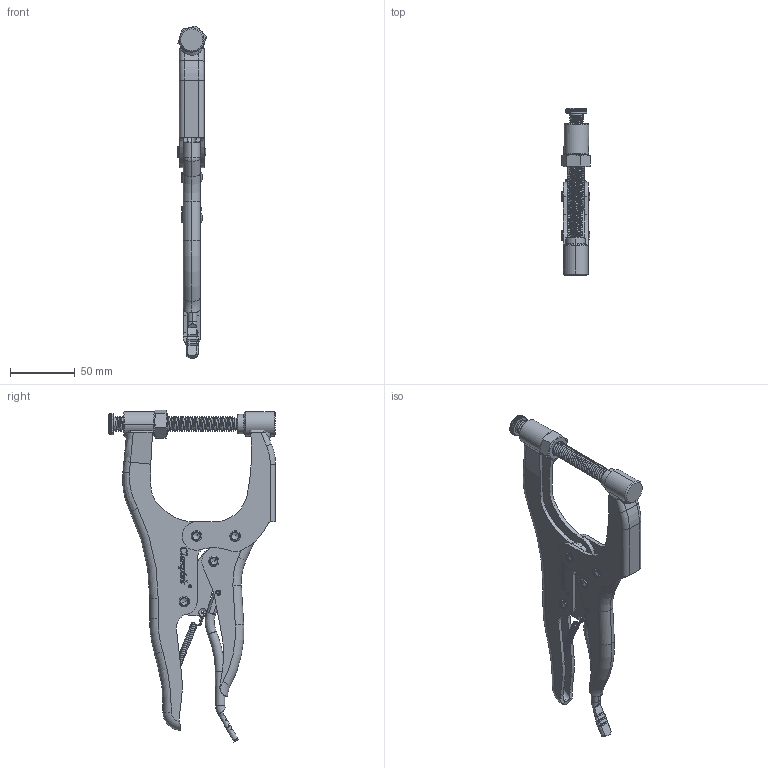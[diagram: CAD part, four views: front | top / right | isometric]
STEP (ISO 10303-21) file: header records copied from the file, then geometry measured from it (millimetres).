
FILE_DESCRIPTION (( 'STEP AP203' ), '1' );
FILE_NAME ('CH-51030.STEP', '2017-12-04T12:29:24', ( 'Windows' ), ( 'Microsoft' ), 'SwSTEP 2.0', 'SolidWorks 2015', '' );
FILE_SCHEMA (( 'CONFIG_CONTROL_DESIGN' ));
Length unit declared in the file: millimetre
Products named in the file (14): CH-51030-05 CONNECTING-PLATE; CH-51020-06; CH-51030-02 BAR_默认<按加工>; CH-51030-01 SUPPORT_默认<按加工>; CH-51030-08; CH-51030-04 LABOR-SAVING HANDLE; CH-51020-11; CH-51030-6; CH-51030-07; CH-51030-09; CH-51020-12; CH-51030-10; CH-51030; CH-51030-03 HANDLE
Assembly tree (15 placements, depth 2):
  CH-51030
    CH-51030-01 SUPPORT_默认<按加工>
    CH-51030-04 LABOR-SAVING HANDLE
    CH-51030-6
    CH-51030-09
    CH-51030-10
    CH-51030-03 HANDLE
    CH-51030-05 CONNECTING-PLATE
    CH-51020-06  x2
    CH-51030-02 BAR_默认<按加工>
    CH-51030-08
    CH-51020-11  x2
    CH-51030-07
    CH-51020-12
Bounding box: 22.44 x 128.86 x 256.29 mm (x, y, z)
Volume: 109692.7 mm3; surface area: 79267.8 mm2
Topology: 94 solids, 94 shells, 1428 faces, 3513 edges, 2283 vertices
Faces by surface type: plane 631, cylinder 415, bspline 246, torus 68, cone 64, sphere 4
Entity records: 64668 total; most frequent: CARTESIAN_POINT 32482, ORIENTED_EDGE 6832, DIRECTION 5529, EDGE_CURVE 3416, VERTEX_POINT 2237, AXIS2_PLACEMENT_3D 1854, LINE 1821, VECTOR 1821
